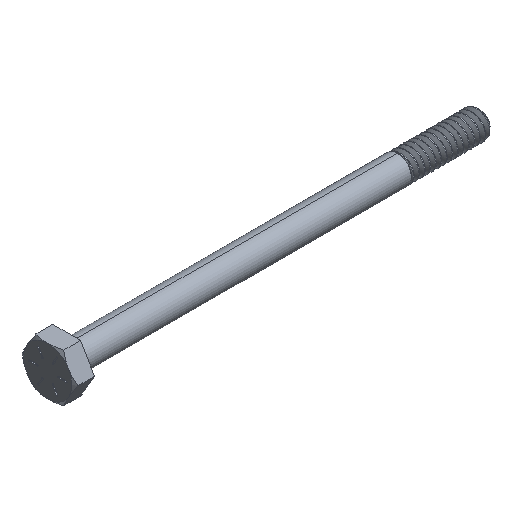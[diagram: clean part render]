
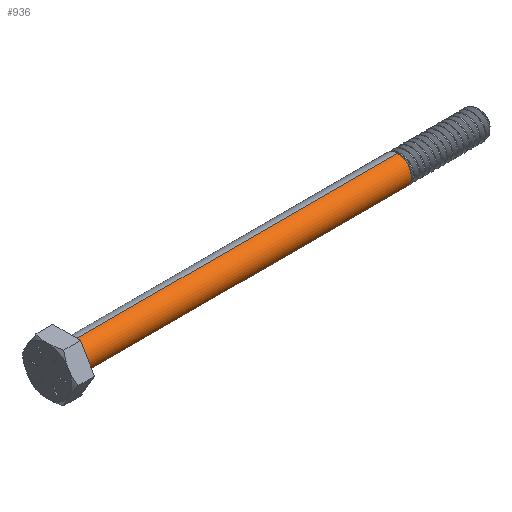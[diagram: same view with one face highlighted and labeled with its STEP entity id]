
A CAD part, isometric view. The second image highlights one B-rep face of the part: STEP entity #936.
In plain terms, the highlighted cylindrical face has radius 3.175 mm (diameter 6.35 mm), a partial arc.
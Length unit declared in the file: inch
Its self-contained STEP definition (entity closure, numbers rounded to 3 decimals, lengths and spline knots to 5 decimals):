
#14 = CARTESIAN_POINT ( 'NONE',  ( -1.78906, 0., -0.125 ) ) ;
#21 = CARTESIAN_POINT ( 'NONE',  ( 1.21094, -0.125, 0. ) ) ;
#54 = CARTESIAN_POINT ( 'NONE',  ( 1.21094, 0., 0.125 ) ) ;
#224 = DIRECTION ( 'NONE',  ( 0., -1., 0. ) ) ;
#225 = DIRECTION ( 'NONE',  ( -1., 0., 0. ) ) ;
#227 = CARTESIAN_POINT ( 'NONE',  ( 1.21094, 0., 0. ) ) ;
#318 = DIRECTION ( 'NONE',  ( 1., 0., 0. ) ) ;
#328 = CARTESIAN_POINT ( 'NONE',  ( -1.78906, 0., 0.125 ) ) ;
#330 = DIRECTION ( 'NONE',  ( 0., 0., 1. ) ) ;
#331 = DIRECTION ( 'NONE',  ( 1., 0., 0. ) ) ;
#333 = DIRECTION ( 'NONE',  ( 1., 0., 0. ) ) ;
#334 = CARTESIAN_POINT ( 'NONE',  ( -1.78906, 0., -0.125 ) ) ;
#335 = CARTESIAN_POINT ( 'NONE',  ( -1.78906, 0., 0. ) ) ;
#352 = DIRECTION ( 'NONE',  ( 0., -1., 0. ) ) ;
#353 = DIRECTION ( 'NONE',  ( -1., 0., 0. ) ) ;
#369 = CARTESIAN_POINT ( 'NONE',  ( 1.21094, 0., 0. ) ) ;
#753 = CARTESIAN_POINT ( 'NONE',  ( 1.21094, 0., -0.125 ) ) ;
#761 = CARTESIAN_POINT ( 'NONE',  ( -1.78906, 0., 0.125 ) ) ;
#936 = ADVANCED_FACE ( 'NONE', ( #1964 ), #1955, .T. ) ;
#1490 = LINE ( 'NONE', #334, #1496 ) ;
#1494 = VECTOR ( 'NONE', #318, 39.37008 ) ;
#1495 = CIRCLE ( 'NONE', #3082, 0.125 ) ;
#1496 = VECTOR ( 'NONE', #333, 39.37008 ) ;
#1498 = CIRCLE ( 'NONE', #3083, 0.125 ) ;
#1499 = LINE ( 'NONE', #328, #1494 ) ;
#1517 = CIRCLE ( 'NONE', #3089, 0.125 ) ;
#1955 = CYLINDRICAL_SURFACE ( 'NONE', #3023, 0.125 ) ;
#1964 = FACE_OUTER_BOUND ( 'NONE', #4157, .T. ) ;
#2924 = EDGE_CURVE ( 'NONE', #5124, #5191, #1495, .T. ) ;
#2927 = EDGE_CURVE ( 'NONE', #5111, #5099, #1490, .T. ) ;
#2928 = EDGE_CURVE ( 'NONE', #5103, #5111, #1498, .T. ) ;
#2931 = EDGE_CURVE ( 'NONE', #5103, #5191, #1499, .T. ) ;
#2944 = EDGE_CURVE ( 'NONE', #5099, #5124, #1517, .T. ) ;
#3023 = AXIS2_PLACEMENT_3D ( 'NONE', #4014, #4001, #4005 ) ;
#3082 = AXIS2_PLACEMENT_3D ( 'NONE', #369, #353, #352 ) ;
#3083 = AXIS2_PLACEMENT_3D ( 'NONE', #335, #331, #330 ) ;
#3089 = AXIS2_PLACEMENT_3D ( 'NONE', #227, #225, #224 ) ;
#4001 = DIRECTION ( 'NONE',  ( 1., 0., 0. ) ) ;
#4005 = DIRECTION ( 'NONE',  ( 0., 0., -1. ) ) ;
#4014 = CARTESIAN_POINT ( 'NONE',  ( -1.78906, 0., 0. ) ) ;
#4106 = ORIENTED_EDGE ( 'NONE', *, *, #2928, .T. ) ;
#4157 = EDGE_LOOP ( 'NONE', ( #4217, #4106, #4193, #4327, #4172 ) ) ;
#4172 = ORIENTED_EDGE ( 'NONE', *, *, #2924, .T. ) ;
#4193 = ORIENTED_EDGE ( 'NONE', *, *, #2927, .T. ) ;
#4217 = ORIENTED_EDGE ( 'NONE', *, *, #2931, .F. ) ;
#4327 = ORIENTED_EDGE ( 'NONE', *, *, #2944, .T. ) ;
#5099 = VERTEX_POINT ( 'NONE', #753 ) ;
#5103 = VERTEX_POINT ( 'NONE', #761 ) ;
#5111 = VERTEX_POINT ( 'NONE', #14 ) ;
#5124 = VERTEX_POINT ( 'NONE', #21 ) ;
#5191 = VERTEX_POINT ( 'NONE', #54 ) ;
